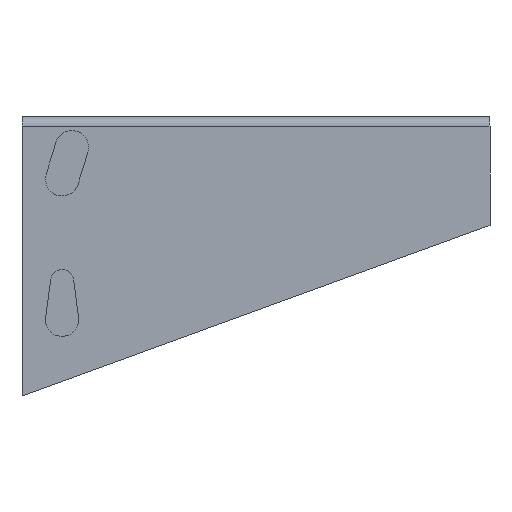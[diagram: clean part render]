
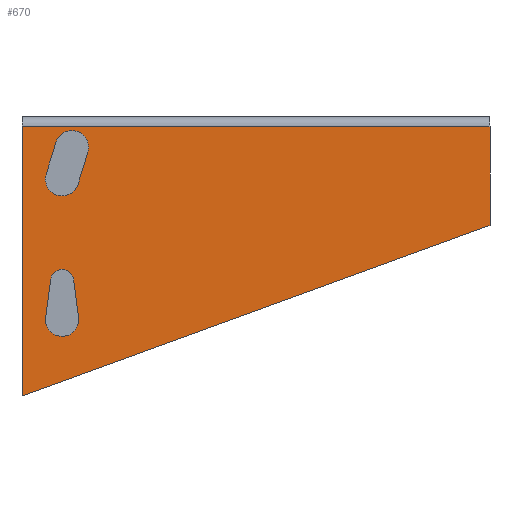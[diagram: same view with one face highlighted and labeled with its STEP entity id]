
A CAD part, left-side view. The second image highlights one B-rep face of the part: STEP entity #670.
In plain terms, the highlighted planar face has unit normal (-1, 0, 0).
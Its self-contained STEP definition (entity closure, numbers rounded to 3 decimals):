
#116=FACE_OUTER_BOUND('',#146,.T.);
#146=EDGE_LOOP('',(#500,#501,#502,#503));
#176=LINE('',#954,#236);
#177=LINE('',#956,#237);
#178=LINE('',#958,#238);
#179=LINE('',#959,#239);
#236=VECTOR('',#768,1.);
#237=VECTOR('',#769,1.);
#238=VECTOR('',#770,1.);
#239=VECTOR('',#771,1.);
#296=VERTEX_POINT('',#952);
#297=VERTEX_POINT('',#953);
#298=VERTEX_POINT('',#955);
#299=VERTEX_POINT('',#957);
#392=EDGE_CURVE('',#296,#297,#176,.T.);
#393=EDGE_CURVE('',#296,#298,#177,.T.);
#394=EDGE_CURVE('',#298,#299,#178,.T.);
#395=EDGE_CURVE('',#297,#299,#179,.T.);
#500=ORIENTED_EDGE('',*,*,#392,.F.);
#501=ORIENTED_EDGE('',*,*,#393,.T.);
#502=ORIENTED_EDGE('',*,*,#394,.T.);
#503=ORIENTED_EDGE('',*,*,#395,.F.);
#644=PLANE('',#702);
#670=ADVANCED_FACE('',(#116),#644,.T.);
#702=AXIS2_PLACEMENT_3D('',#951,#766,#767);
#766=DIRECTION('center_axis',(-1.,0.,0.));
#767=DIRECTION('ref_axis',(0.,0.,-1.));
#768=DIRECTION('',(0.,0.,1.));
#769=DIRECTION('',(0.,-0.94,0.342));
#770=DIRECTION('',(0.,0.,1.));
#771=DIRECTION('',(0.,-1.,0.));
#951=CARTESIAN_POINT('Origin',(11.787,11.101,80.55));
#952=CARTESIAN_POINT('',(11.787,11.101,0.));
#953=CARTESIAN_POINT('',(11.787,11.101,80.55));
#954=CARTESIAN_POINT('',(11.787,11.101,40.161));
#955=CARTESIAN_POINT('',(11.787,-128.899,51.));
#956=CARTESIAN_POINT('',(11.787,-58.899,25.5));
#957=CARTESIAN_POINT('',(11.787,-128.899,80.55));
#958=CARTESIAN_POINT('',(11.787,-128.899,65.775));
#959=CARTESIAN_POINT('',(11.787,-59.122,80.55));
